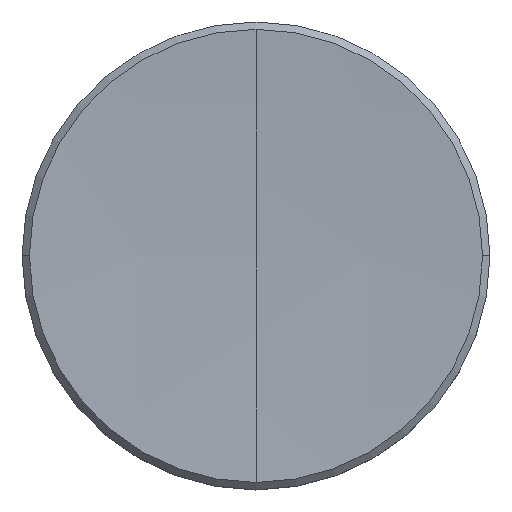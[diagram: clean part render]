
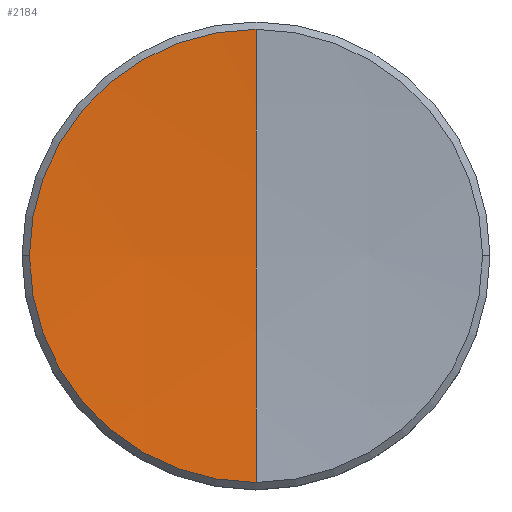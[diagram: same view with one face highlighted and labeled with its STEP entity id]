
A CAD part, top view. The second image highlights one B-rep face of the part: STEP entity #2184.
In plain terms, the highlighted spherical face has radius 100 mm.
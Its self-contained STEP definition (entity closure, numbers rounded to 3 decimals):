
#1558 = CARTESIAN_POINT ( 'NONE',  ( 0., 0., 1.689 ) ) ;
#1568 = CIRCLE ( 'NONE', #1586, 6.15 ) ;
#1569 = CARTESIAN_POINT ( 'NONE',  ( 0., 0., 1.5 ) ) ;
#1571 = DIRECTION ( 'NONE',  ( 0., 0., 1. ) ) ;
#1585 = AXIS2_PLACEMENT_3D ( 'NONE', #1598, #1602, #1648 ) ;
#1586 = AXIS2_PLACEMENT_3D ( 'NONE', #1558, #1571, #1620 ) ;
#1591 = FACE_OUTER_BOUND ( 'NONE', #2195, .T. ) ;
#1598 = CARTESIAN_POINT ( 'NONE',  ( 0., 0., 101.5 ) ) ;
#1602 = DIRECTION ( 'NONE',  ( 1., 0., 0. ) ) ;
#1614 = SPHERICAL_SURFACE ( 'NONE', #1585, 100. ) ;
#1620 = DIRECTION ( 'NONE',  ( 1., 0., 0. ) ) ;
#1623 = CARTESIAN_POINT ( 'NONE',  ( 0., -6.15, 1.689 ) ) ;
#1648 = DIRECTION ( 'NONE',  ( 0., 1., 0. ) ) ;
#2178 = EDGE_CURVE ( 'NONE', #2196, #2192, #1568, .T. ) ;
#2179 = VERTEX_POINT ( 'NONE', #1569 ) ;
#2180 = VERTEX_POINT ( 'NONE', #1623 ) ;
#2182 = ORIENTED_EDGE ( 'NONE', *, *, #2235, .T. ) ;
#2183 = ORIENTED_EDGE ( 'NONE', *, *, #2207, .T. ) ;
#2184 = ADVANCED_FACE ( 'NONE', ( #1591 ), #1614, .F. ) ;
#2192 = VERTEX_POINT ( 'NONE', #6134 ) ;
#2195 = EDGE_LOOP ( 'NONE', ( #2233, #2183, #2182, #2238 ) ) ;
#2196 = VERTEX_POINT ( 'NONE', #6130 ) ;
#2207 = EDGE_CURVE ( 'NONE', #2192, #2180, #6121, .T. ) ;
#2233 = ORIENTED_EDGE ( 'NONE', *, *, #2178, .T. ) ;
#2235 = EDGE_CURVE ( 'NONE', #2180, #2179, #6237, .T. ) ;
#2237 = EDGE_CURVE ( 'NONE', #2196, #2179, #6216, .T. ) ;
#2238 = ORIENTED_EDGE ( 'NONE', *, *, #2237, .F. ) ;
#6115 = DIRECTION ( 'NONE',  ( 1., 0., 0. ) ) ;
#6116 = DIRECTION ( 'NONE',  ( 0., 0., 1. ) ) ;
#6117 = CARTESIAN_POINT ( 'NONE',  ( 0., 0., 1.689 ) ) ;
#6118 = AXIS2_PLACEMENT_3D ( 'NONE', #6117, #6116, #6115 ) ;
#6121 = CIRCLE ( 'NONE', #6118, 6.15 ) ;
#6130 = CARTESIAN_POINT ( 'NONE',  ( 0., 6.15, 1.689 ) ) ;
#6134 = CARTESIAN_POINT ( 'NONE',  ( -6.15, 0., 1.689 ) ) ;
#6168 = AXIS2_PLACEMENT_3D ( 'NONE', #6241, #6215, #6214 ) ;
#6214 = DIRECTION ( 'NONE',  ( 0., 1., 0. ) ) ;
#6215 = DIRECTION ( 'NONE',  ( 1., 0., 0. ) ) ;
#6216 = CIRCLE ( 'NONE', #6222, 100. ) ;
#6218 = CARTESIAN_POINT ( 'NONE',  ( 0., 0., 101.5 ) ) ;
#6222 = AXIS2_PLACEMENT_3D ( 'NONE', #6218, #6265, #6264 ) ;
#6237 = CIRCLE ( 'NONE', #6168, 100. ) ;
#6241 = CARTESIAN_POINT ( 'NONE',  ( 0., 0., 101.5 ) ) ;
#6264 = DIRECTION ( 'NONE',  ( 0., 0., 1. ) ) ;
#6265 = DIRECTION ( 'NONE',  ( -1., 0., 0. ) ) ;
